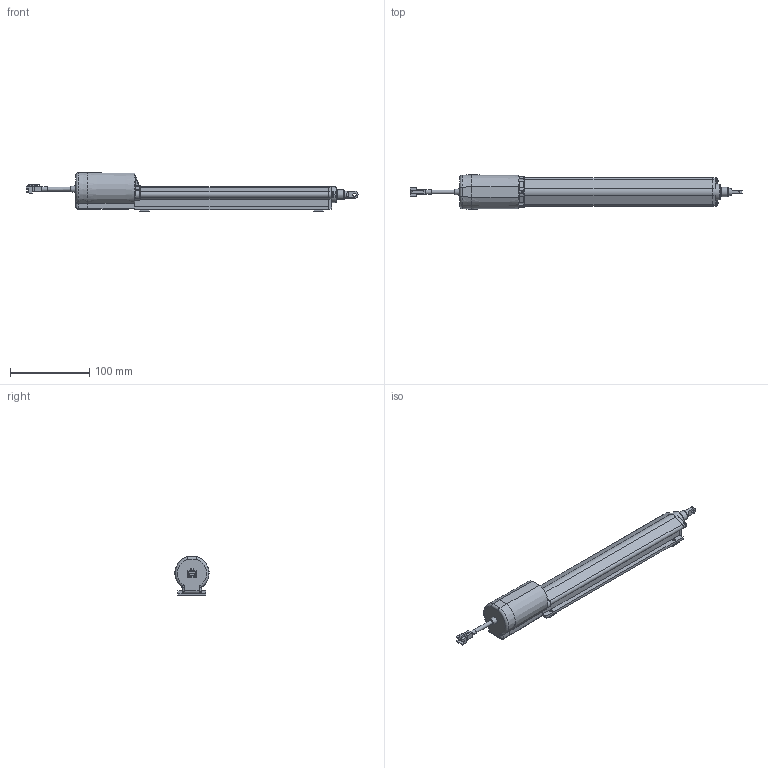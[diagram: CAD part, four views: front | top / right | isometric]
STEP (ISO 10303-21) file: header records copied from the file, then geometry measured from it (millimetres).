
FILE_DESCRIPTION(/* description */ (''),/* implementation_level */ '2;1');
FILE_NAME(/* name */ 'SKE-03-200-D2_stp.stp',/* time_stamp */ '2022-10-05T08:37:01+08:00',/* author */ (''),/* organization */ (''),/* preprocessor_version */ 'ST-DEVELOPER v16.7',/* originating_system */ 'SIEMENS PLM Software NX 12.0',/* authorisation */ '');
FILE_SCHEMA (('AUTOMOTIVE_DESIGN { 1 0 10303 214 3 1 1 1 }'));
Products named in the file (1): Admi0CB42C5Fkiey
Bounding box: 420.11 x 43.12 x 48.47 mm (x, y, z)
Volume: 158719 mm3; surface area: 141245.6 mm2
Topology: 8 solids, 8 shells, 773 faces, 1947 edges, 1198 vertices
Faces by surface type: plane 321, cylinder 248, bspline 79, torus 56, cone 44, sphere 24, extrusion 1
Full cylindrical faces by diameter (mm): 2.5 x1, 3.2 x9, 4 x6, 4.2 x5, 4.8 x4, 5 x5, 7 x1, 7.5 x2, 8.1 x2, 9 x1, 10 x1, 12 x1, 14 x1, 14.2 x1, 15 x2, 15.9 x1, 20 x1
Entity records: 58654 total; most frequent: CARTESIAN_POINT 39002, DIRECTION 3678, ORIENTED_EDGE 3610, EDGE_CURVE 1805, AXIS2_PLACEMENT_3D 1406, VERTEX_POINT 1149, EDGE_LOOP 896, VECTOR 866
